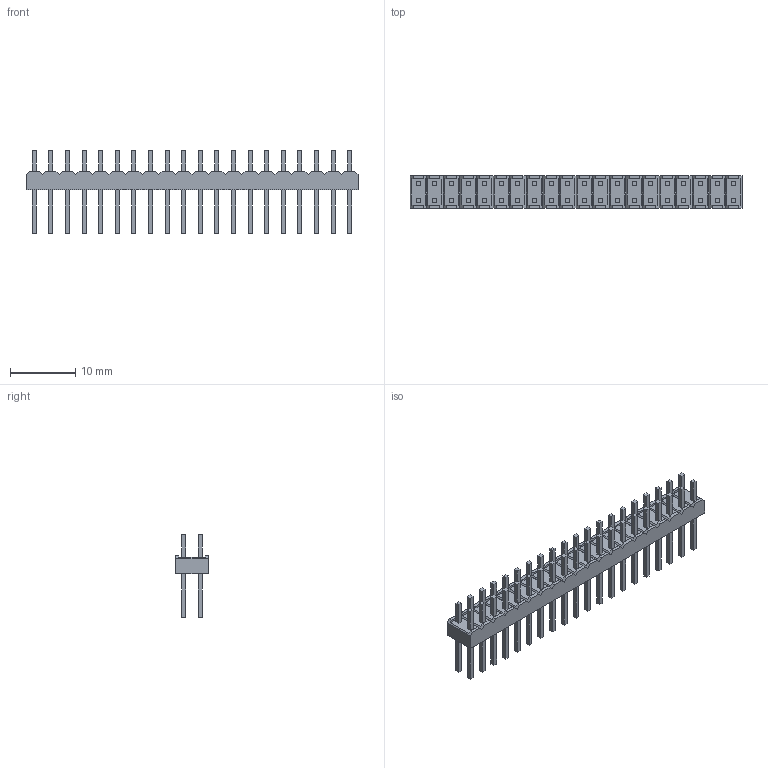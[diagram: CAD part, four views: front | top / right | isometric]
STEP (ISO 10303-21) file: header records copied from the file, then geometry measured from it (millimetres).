
FILE_DESCRIPTION(('STEP AP214'),'1');
FILE_NAME(' ',' ',('TraceParts'),('TraceParts S.A.'),'XStep 1.0',' ',' ');
FILE_SCHEMA(('automotive_design'));
Length unit declared in the file: millimetre
Products named in the file (1): C-0826632-20-3
Bounding box: 50.8 x 5 x 12.7 mm (x, y, z)
Volume: 804 mm3; surface area: 1877.3 mm2
Topology: 1 solids, 1 shells, 545 faces, 1389 edges, 926 vertices
Faces by surface type: plane 545
Entity records: 16118 total; most frequent: CARTESIAN_POINT 2861, ORIENTED_EDGE 2778, DIRECTION 2481, EDGE_CURVE 1389, LINE 1389, VECTOR 1389, VERTEX_POINT 926, EDGE_LOOP 625
